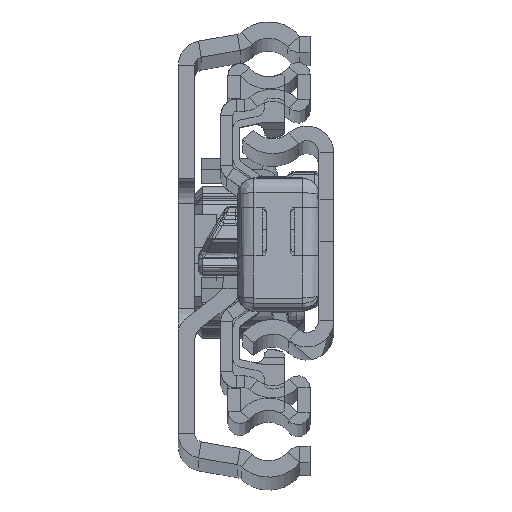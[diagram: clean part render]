
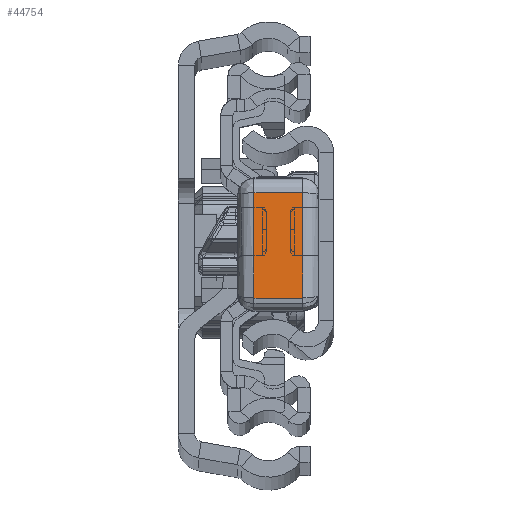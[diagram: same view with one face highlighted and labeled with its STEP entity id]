
A CAD part, top view. The second image highlights one B-rep face of the part: STEP entity #44754.
In plain terms, the highlighted face is planar.
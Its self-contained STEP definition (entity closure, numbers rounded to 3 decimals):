
#3142 = DIRECTION ( 'NONE',  ( 0., 1., 0. ) ) ;
#4262 = VERTEX_POINT ( 'NONE', #22198 ) ;
#6243 = LINE ( 'NONE', #32988, #7734 ) ;
#7310 = CARTESIAN_POINT ( 'NONE',  ( 39.636, 0., 2. ) ) ;
#7734 = VECTOR ( 'NONE', #22903, 1000. ) ;
#11224 = ORIENTED_EDGE ( 'NONE', *, *, #61143, .T. ) ;
#12222 = ORIENTED_EDGE ( 'NONE', *, *, #30516, .T. ) ;
#13930 = PLANE ( 'NONE',  #17182 ) ;
#16007 = VECTOR ( 'NONE', #3142, 1000. ) ;
#17182 = AXIS2_PLACEMENT_3D ( 'NONE', #61521, #46228, #24380 ) ;
#19273 = DIRECTION ( 'NONE',  ( 0., 0., 1. ) ) ;
#22198 = CARTESIAN_POINT ( 'NONE',  ( 39.636, -12.609, 2. ) ) ;
#22903 = DIRECTION ( 'NONE',  ( 0., 0., -1. ) ) ;
#23428 = ORIENTED_EDGE ( 'NONE', *, *, #68135, .T. ) ;
#23489 = CARTESIAN_POINT ( 'NONE',  ( 39.636, 0.361, 5.5 ) ) ;
#24380 = DIRECTION ( 'NONE',  ( 0., 0., -1. ) ) ;
#24858 = LINE ( 'NONE', #23489, #60634 ) ;
#30516 = EDGE_CURVE ( 'NONE', #42165, #31782, #24858, .T. ) ;
#31782 = VERTEX_POINT ( 'NONE', #41608 ) ;
#32524 = VERTEX_POINT ( 'NONE', #40689 ) ;
#32988 = CARTESIAN_POINT ( 'NONE',  ( 39.636, -12.609, 5.5 ) ) ;
#40574 = EDGE_CURVE ( 'NONE', #4262, #42165, #50665, .T. ) ;
#40689 = CARTESIAN_POINT ( 'NONE',  ( 39.636, -12.609, 8. ) ) ;
#41608 = CARTESIAN_POINT ( 'NONE',  ( 39.636, 0.361, 8. ) ) ;
#42165 = VERTEX_POINT ( 'NONE', #65826 ) ;
#42733 = EDGE_LOOP ( 'NONE', ( #46214, #12222, #11224, #23428 ) ) ;
#43009 = VECTOR ( 'NONE', #64485, 1000. ) ;
#44754 = ADVANCED_FACE ( 'NONE', ( #51088 ), #13930, .F. ) ;
#46214 = ORIENTED_EDGE ( 'NONE', *, *, #40574, .T. ) ;
#46228 = DIRECTION ( 'NONE',  ( -1., 0., 0. ) ) ;
#50665 = LINE ( 'NONE', #7310, #16007 ) ;
#51088 = FACE_OUTER_BOUND ( 'NONE', #42733, .T. ) ;
#53353 = LINE ( 'NONE', #64132, #43009 ) ;
#60634 = VECTOR ( 'NONE', #19273, 1000. ) ;
#61143 = EDGE_CURVE ( 'NONE', #31782, #32524, #53353, .T. ) ;
#61521 = CARTESIAN_POINT ( 'NONE',  ( 39.636, 0., 5.5 ) ) ;
#64132 = CARTESIAN_POINT ( 'NONE',  ( 39.636, 0., 8. ) ) ;
#64485 = DIRECTION ( 'NONE',  ( 0., -1., 0. ) ) ;
#65826 = CARTESIAN_POINT ( 'NONE',  ( 39.636, 0.361, 2. ) ) ;
#68135 = EDGE_CURVE ( 'NONE', #32524, #4262, #6243, .T. ) ;
